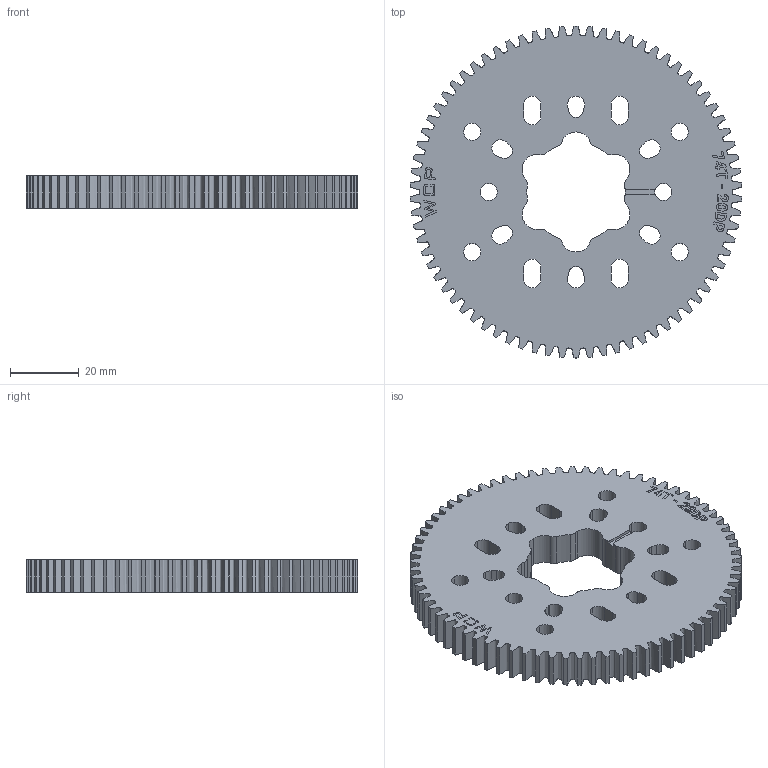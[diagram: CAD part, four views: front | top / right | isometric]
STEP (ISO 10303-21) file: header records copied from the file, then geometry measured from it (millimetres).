
FILE_DESCRIPTION (( 'STEP AP214' ), '1' );
FILE_NAME ('WCP-1211 Rev1.step', '2024-01-05T00:51:36', ( '' ), ( '' ), 'SwSTEP 2.0', 'SolidWorks 2022', '' );
FILE_SCHEMA (( 'AUTOMOTIVE_DESIGN' ));
Length unit declared in the file: inch
Products named in the file (1): WCP-1211 Rev1
Bounding box: 96.48 x 96.52 x 9.53 mm (x, y, z)
Volume: 56623.3 mm3; surface area: 21013.6 mm2
Topology: 1 solids, 1 shells, 389 faces, 1116 edges, 744 vertices
Faces by surface type: cylinder 149, plane 136, bspline 104
Entity records: 34492 total; most frequent: CARTESIAN_POINT 24610, ORIENTED_EDGE 2232, DIRECTION 1782, EDGE_CURVE 1116, VERTEX_POINT 744, VECTOR 606, LINE 606, AXIS2_PLACEMENT_3D 588
